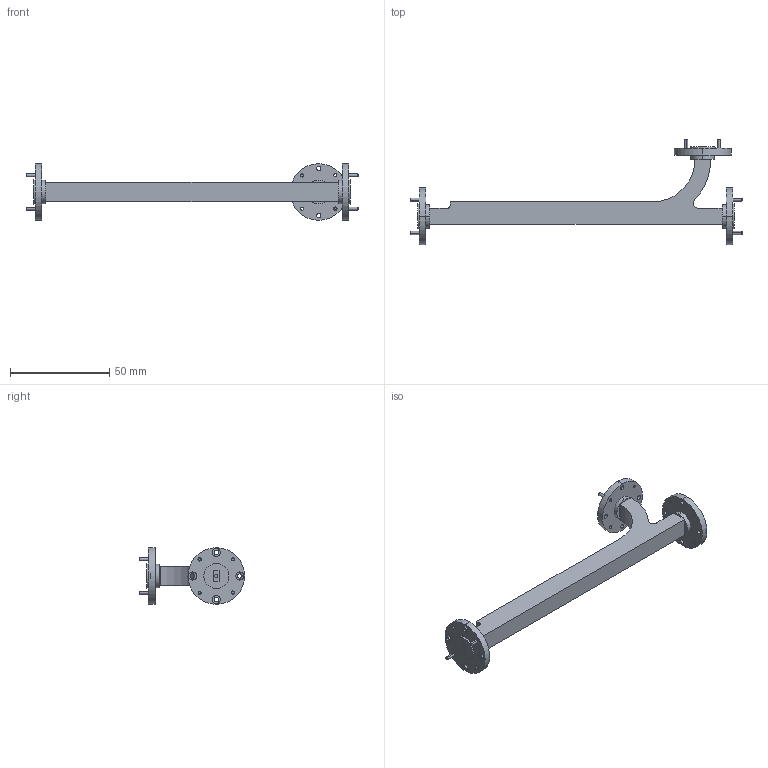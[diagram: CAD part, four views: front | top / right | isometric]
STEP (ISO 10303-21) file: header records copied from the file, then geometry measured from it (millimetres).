
FILE_DESCRIPTION (( 'STEP AP203' ), '1' );
FILE_NAME ('WD-SWE-22-1-BX.STEP', '2024-03-25T18:04:58', ( '' ), ( '' ), 'SwSTEP 2.0', 'SolidWorks 2021', '' );
FILE_SCHEMA (( 'CONFIG_CONTROL_DESIGN' ));
Length unit declared in the file: inch
Products named in the file (1): WD-SWE-22-1-BX
Bounding box: 167.68 x 53.14 x 28.6 mm (x, y, z)
Volume: 24290.6 mm3; surface area: 13238.9 mm2
Topology: 7 solids, 8 shells, 216 faces, 489 edges, 310 vertices
Faces by surface type: cylinder 109, plane 83, cone 24
Entity records: 6276 total; most frequent: DIRECTION 1189, CARTESIAN_POINT 1016, ORIENTED_EDGE 978, EDGE_CURVE 489, AXIS2_PLACEMENT_3D 483, VERTEX_POINT 310, EDGE_LOOP 285, CIRCLE 266
